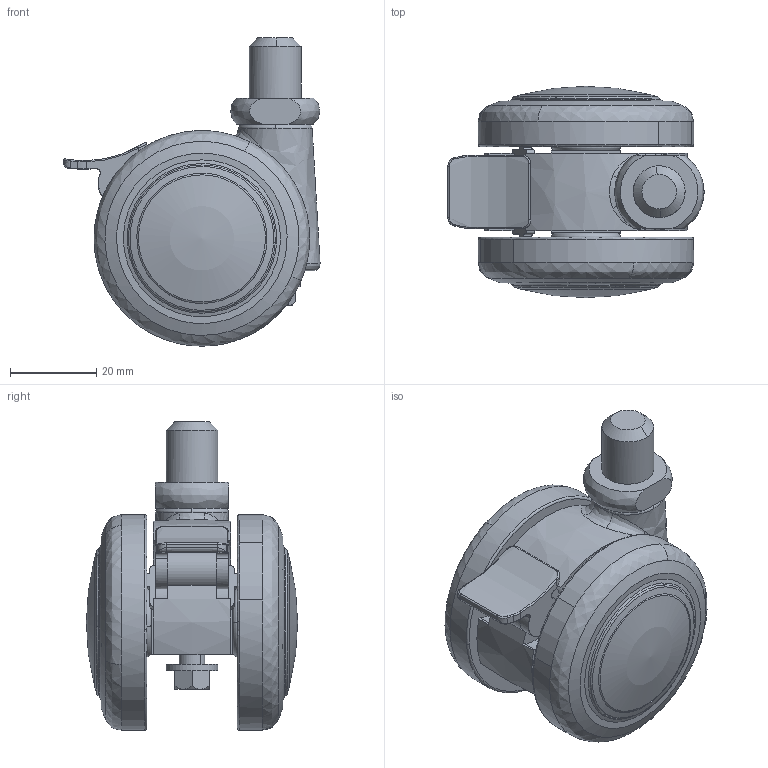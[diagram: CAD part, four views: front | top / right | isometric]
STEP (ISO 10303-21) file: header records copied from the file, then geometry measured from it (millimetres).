
FILE_DESCRIPTION((''),'2;1');
FILE_NAME('','2005-12-16T13:16:45',(''),(''),'','CADfix','');
FILE_SCHEMA(('AUTOMOTIVE_DESIGN'));
Length unit declared in the file: millimetre
Products named in the file (5): wheel; main shaft; lever; body; TE50N12S_3304_36
Assembly tree (5 placements, depth 2):
  TE50N12S_3304_36
    wheel  x2
    main shaft
    lever
    body
Bounding box: 59.41 x 49 x 71.5 mm (x, y, z)
Volume: 63721.2 mm3; surface area: 27600.7 mm2
Topology: 5 solids, 5 shells, 231 faces, 670 edges, 465 vertices
Faces by surface type: bspline 231
Entity records: 9872 total; most frequent: CARTESIAN_POINT 6633, ORIENTED_EDGE 1144, EDGE_CURVE 572, VERTEX_POINT 389, EDGE_LOOP 223, FACE_OUTER_BOUND 203, ADVANCED_FACE 203, QUASI_UNIFORM_CURVE 192
